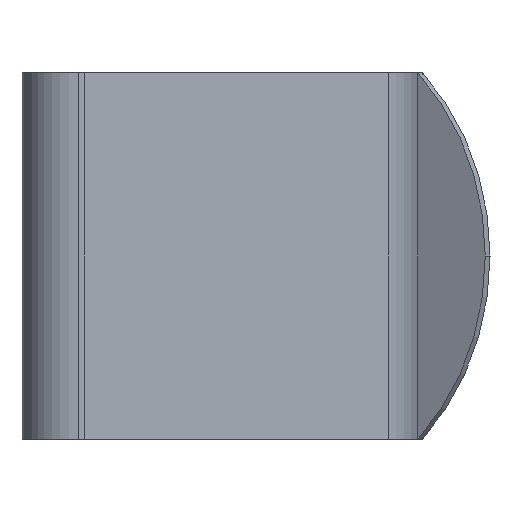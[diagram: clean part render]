
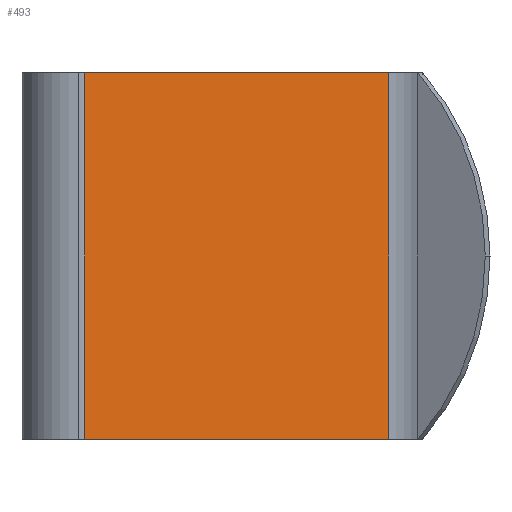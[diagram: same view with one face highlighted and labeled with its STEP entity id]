
A CAD part, left-side view. The second image highlights one B-rep face of the part: STEP entity #493.
In plain terms, the highlighted planar face has unit normal (-0.994, -0.11, 0).
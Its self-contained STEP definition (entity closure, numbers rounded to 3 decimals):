
#2 = PLANE ( 'NONE',  #811 ) ;
#4 = CARTESIAN_POINT ( 'NONE',  ( -10.25, 6., 3.9 ) ) ;
#10 = VERTEX_POINT ( 'NONE', #697 ) ;
#51 = CARTESIAN_POINT ( 'NONE',  ( -10.25, 6., -3.9 ) ) ;
#75 = VERTEX_POINT ( 'NONE', #169 ) ;
#122 = ORIENTED_EDGE ( 'NONE', *, *, #274, .F. ) ;
#169 = CARTESIAN_POINT ( 'NONE',  ( -9.276, -2.845, 3.9 ) ) ;
#186 = VERTEX_POINT ( 'NONE', #721 ) ;
#229 = DIRECTION ( 'NONE',  ( 0., 0., 1. ) ) ;
#239 = EDGE_CURVE ( 'NONE', #10, #75, #731, .T. ) ;
#274 = EDGE_CURVE ( 'NONE', #769, #186, #901, .T. ) ;
#351 = CARTESIAN_POINT ( 'NONE',  ( -9.989, 3.627, -3.9 ) ) ;
#410 = EDGE_LOOP ( 'NONE', ( #539, #122, #500, #711 ) ) ;
#427 = EDGE_CURVE ( 'NONE', #769, #10, #588, .T. ) ;
#480 = VECTOR ( 'NONE', #733, 1000. ) ;
#493 = ADVANCED_FACE ( 'NONE', ( #910 ), #2, .T. ) ;
#500 = ORIENTED_EDGE ( 'NONE', *, *, #427, .T. ) ;
#536 = VECTOR ( 'NONE', #229, 1000. ) ;
#539 = ORIENTED_EDGE ( 'NONE', *, *, #782, .T. ) ;
#577 = DIRECTION ( 'NONE',  ( 0.109, -0.994, 0. ) ) ;
#588 = LINE ( 'NONE', #51, #776 ) ;
#591 = DIRECTION ( 'NONE',  ( 0.109, -0.994, 0. ) ) ;
#655 = CARTESIAN_POINT ( 'NONE',  ( -10.25, 6., 3.9 ) ) ;
#697 = CARTESIAN_POINT ( 'NONE',  ( -9.276, -2.845, -3.9 ) ) ;
#711 = ORIENTED_EDGE ( 'NONE', *, *, #239, .T. ) ;
#721 = CARTESIAN_POINT ( 'NONE',  ( -9.989, 3.627, 3.9 ) ) ;
#731 = LINE ( 'NONE', #750, #536 ) ;
#733 = DIRECTION ( 'NONE',  ( -0.109, 0.994, 0. ) ) ;
#750 = CARTESIAN_POINT ( 'NONE',  ( -9.276, -2.845, 3.9 ) ) ;
#769 = VERTEX_POINT ( 'NONE', #351 ) ;
#776 = VECTOR ( 'NONE', #591, 1000. ) ;
#782 = EDGE_CURVE ( 'NONE', #75, #186, #879, .T. ) ;
#787 = DIRECTION ( 'NONE',  ( -0.994, -0.109, 0. ) ) ;
#807 = DIRECTION ( 'NONE',  ( 0., 0., 1. ) ) ;
#811 = AXIS2_PLACEMENT_3D ( 'NONE', #4, #787, #577 ) ;
#879 = LINE ( 'NONE', #655, #480 ) ;
#880 = VECTOR ( 'NONE', #807, 1000. ) ;
#901 = LINE ( 'NONE', #959, #880 ) ;
#910 = FACE_OUTER_BOUND ( 'NONE', #410, .T. ) ;
#959 = CARTESIAN_POINT ( 'NONE',  ( -9.989, 3.627, 3.9 ) ) ;
